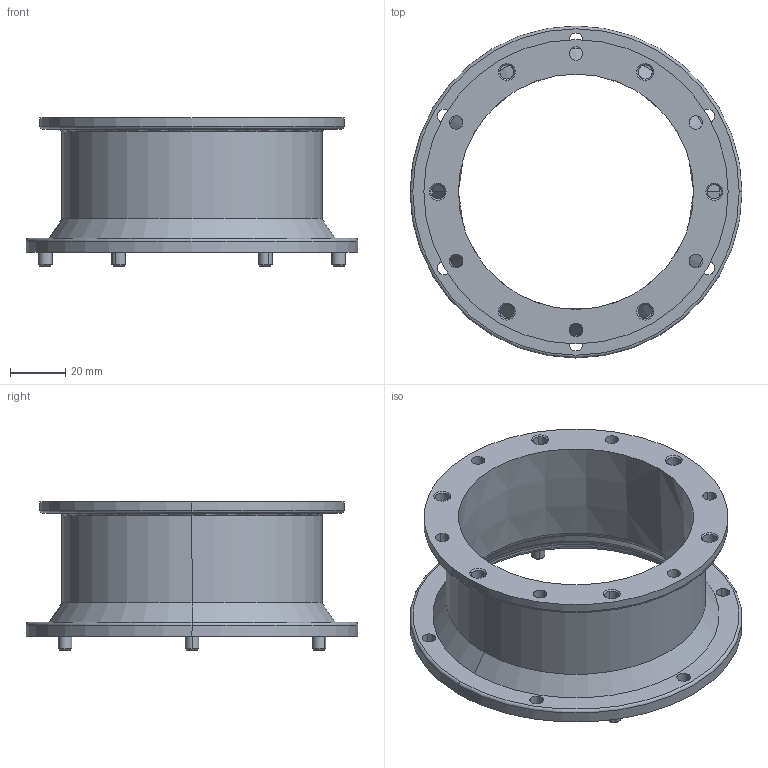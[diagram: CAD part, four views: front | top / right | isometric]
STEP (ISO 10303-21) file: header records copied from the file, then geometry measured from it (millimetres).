
FILE_DESCRIPTION (( 'STEP AP214' ), '1' );
FILE_NAME ('week13_flare_hood_b-center.STEP', '2025-05-27T10:38:00', ( '' ), ( '' ), 'SwSTEP 2.0', 'SolidWorks 2024', '' );
FILE_SCHEMA (( 'AUTOMOTIVE_DESIGN' ));
Length unit declared in the file: millimetre
Products named in the file (1): week13_flare_hood_b-center
Bounding box: 120 x 120 x 53.5 mm (x, y, z)
Volume: 78502 mm3; surface area: 43063.7 mm2
Topology: 1 solids, 1 shells, 109 faces, 288 edges, 178 vertices
Faces by surface type: cylinder 58, cone 30, plane 11, torus 10
Entity records: 3641 total; most frequent: CARTESIAN_POINT 726, DIRECTION 672, ORIENTED_EDGE 576, AXIS2_PLACEMENT_3D 292, EDGE_CURVE 288, CIRCLE 182, VERTEX_POINT 178, EDGE_LOOP 144
